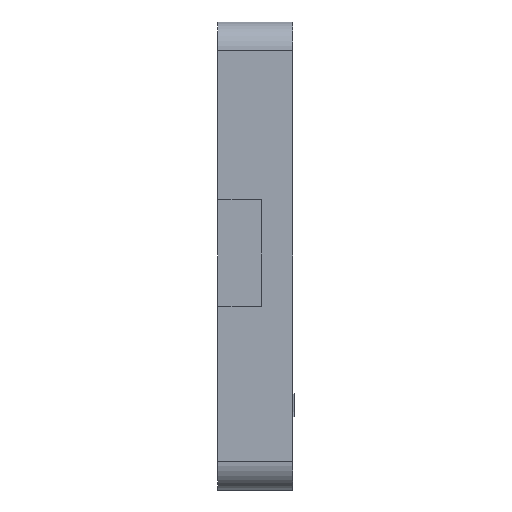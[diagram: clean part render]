
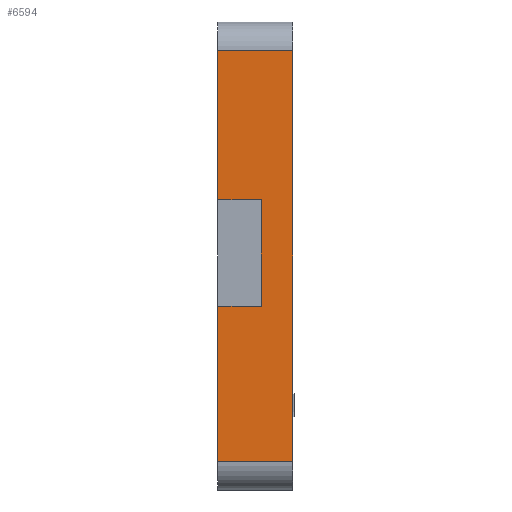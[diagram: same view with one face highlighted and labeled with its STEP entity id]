
A CAD part, left-side view. The second image highlights one B-rep face of the part: STEP entity #6594.
In plain terms, the highlighted planar face has unit normal (-1, 0, 0).
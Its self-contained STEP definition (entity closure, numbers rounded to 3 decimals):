
#599=FACE_OUTER_BOUND('',#990,.T.);
#990=EDGE_LOOP('',(#5990,#5991,#5992,#5993,#5994,#5995,#5996,#5997));
#1560=LINE('',#12557,#2143);
#1562=LINE('',#12577,#2145);
#1563=LINE('',#12580,#2146);
#1571=LINE('',#12596,#2154);
#1575=LINE('',#12617,#2158);
#1576=LINE('',#12619,#2159);
#1577=LINE('',#12621,#2160);
#1578=LINE('',#12622,#2161);
#2143=VECTOR('',#7670,10.);
#2145=VECTOR('',#7696,10.);
#2146=VECTOR('',#7699,10.);
#2154=VECTOR('',#7707,10.);
#2158=VECTOR('',#7727,10.);
#2159=VECTOR('',#7728,10.);
#2160=VECTOR('',#7729,10.);
#2161=VECTOR('',#7730,10.);
#3149=VERTEX_POINT('',#12543);
#3155=VERTEX_POINT('',#12555);
#3160=VERTEX_POINT('',#12573);
#3162=VERTEX_POINT('',#12579);
#3169=VERTEX_POINT('',#12593);
#3170=VERTEX_POINT('',#12595);
#3180=VERTEX_POINT('',#12618);
#3181=VERTEX_POINT('',#12620);
#4100=EDGE_CURVE('',#3149,#3155,#1560,.T.);
#4107=EDGE_CURVE('',#3149,#3160,#1562,.T.);
#4108=EDGE_CURVE('',#3160,#3162,#1563,.T.);
#4116=EDGE_CURVE('',#3169,#3170,#1571,.T.);
#4127=EDGE_CURVE('',#3170,#3155,#1575,.T.);
#4128=EDGE_CURVE('',#3169,#3180,#1576,.T.);
#4129=EDGE_CURVE('',#3180,#3181,#1577,.T.);
#4130=EDGE_CURVE('',#3181,#3162,#1578,.T.);
#5990=ORIENTED_EDGE('',*,*,#4107,.F.);
#5991=ORIENTED_EDGE('',*,*,#4100,.T.);
#5992=ORIENTED_EDGE('',*,*,#4127,.F.);
#5993=ORIENTED_EDGE('',*,*,#4116,.F.);
#5994=ORIENTED_EDGE('',*,*,#4128,.T.);
#5995=ORIENTED_EDGE('',*,*,#4129,.T.);
#5996=ORIENTED_EDGE('',*,*,#4130,.T.);
#5997=ORIENTED_EDGE('',*,*,#4108,.F.);
#6249=PLANE('',#6808);
#6594=ADVANCED_FACE('',(#599),#6249,.T.);
#6808=AXIS2_PLACEMENT_3D('',#12616,#7725,#7726);
#7670=DIRECTION('',(0.,0.,1.));
#7696=DIRECTION('',(0.,1.,0.));
#7699=DIRECTION('',(0.,0.,1.));
#7707=DIRECTION('',(0.,0.,1.));
#7725=DIRECTION('center_axis',(-1.,0.,0.));
#7726=DIRECTION('ref_axis',(0.,0.,1.));
#7727=DIRECTION('',(0.,-1.,0.));
#7728=DIRECTION('',(0.,-1.,0.));
#7729=DIRECTION('',(0.,0.,-1.));
#7730=DIRECTION('',(0.,1.,0.));
#12543=CARTESIAN_POINT('',(-90.229,0.,-66.6));
#12555=CARTESIAN_POINT('',(-90.229,0.,4.5));
#12557=CARTESIAN_POINT('',(-90.229,0.,-71.6));
#12573=CARTESIAN_POINT('',(-90.229,13.,-66.6));
#12577=CARTESIAN_POINT('',(-90.229,0.,-66.6));
#12579=CARTESIAN_POINT('',(-90.229,13.,-39.78));
#12580=CARTESIAN_POINT('',(-90.229,13.,-71.6));
#12593=CARTESIAN_POINT('',(-90.229,13.,-21.28));
#12595=CARTESIAN_POINT('',(-90.229,13.,4.5));
#12596=CARTESIAN_POINT('',(-90.229,13.,-71.6));
#12616=CARTESIAN_POINT('Origin',(-90.229,0.,-71.6));
#12617=CARTESIAN_POINT('',(-90.229,0.,4.5));
#12618=CARTESIAN_POINT('',(-90.229,5.5,-21.28));
#12619=CARTESIAN_POINT('',(-90.229,6.5,-21.28));
#12620=CARTESIAN_POINT('',(-90.229,5.5,-39.78));
#12621=CARTESIAN_POINT('',(-90.229,5.5,-51.065));
#12622=CARTESIAN_POINT('',(-90.229,6.5,-39.78));
